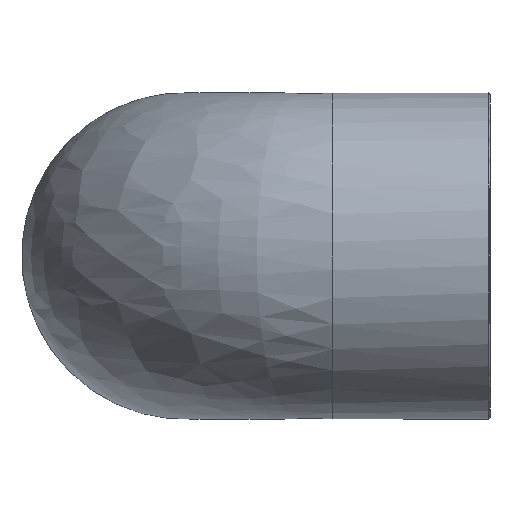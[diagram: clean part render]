
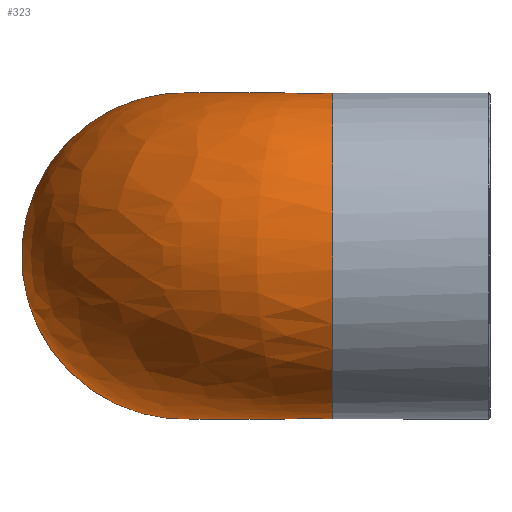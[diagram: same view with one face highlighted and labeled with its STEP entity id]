
A CAD part, left-side view. The second image highlights one B-rep face of the part: STEP entity #323.
In plain terms, the highlighted free-form (B-spline) face has degree [2, 2] with [9, 3] control points.
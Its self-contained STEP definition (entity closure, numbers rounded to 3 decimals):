
#40=(
BOUNDED_SURFACE()
B_SPLINE_SURFACE(2,2,((#514,#515,#516),(#517,#518,#519),(#520,#521,#522),
(#523,#524,#525),(#526,#527,#528),(#529,#530,#531),(#532,#533,#534),(#535,
#536,#537),(#538,#539,#540)),.UNSPECIFIED.,.F.,.F.,.F.)
B_SPLINE_SURFACE_WITH_KNOTS((3,2,2,2,3),(3,3),(-2.685,-1.343,
0.,1.343,2.685),(0.,1.571),
 .UNSPECIFIED.)
GEOMETRIC_REPRESENTATION_ITEM()
RATIONAL_B_SPLINE_SURFACE(((1.,0.707,1.),(0.783,
0.554,0.783),(1.,0.707,1.),(0.783,
0.554,0.783),(1.,0.707,1.),(0.783,
0.554,0.783),(1.,0.707,1.),(0.783,
0.554,0.783),(1.,0.707,1.)))
REPRESENTATION_ITEM('')
SURFACE()
);
#41=ELLIPSE('',#353,0.527,0.5);
#43=ELLIPSE('',#355,0.527,0.5);
#77=FACE_OUTER_BOUND('',#104,.T.);
#104=EDGE_LOOP('',(#239,#240,#241,#242));
#143=CIRCLE('',#357,53.);
#144=CIRCLE('',#358,53.);
#161=VERTEX_POINT('',#506);
#162=VERTEX_POINT('',#507);
#163=VERTEX_POINT('',#509);
#164=VERTEX_POINT('',#511);
#193=EDGE_CURVE('',#161,#162,#41,.T.);
#195=EDGE_CURVE('',#164,#163,#43,.T.);
#197=EDGE_CURVE('',#163,#161,#143,.T.);
#198=EDGE_CURVE('',#164,#162,#144,.T.);
#239=ORIENTED_EDGE('',*,*,#195,.T.);
#240=ORIENTED_EDGE('',*,*,#197,.T.);
#241=ORIENTED_EDGE('',*,*,#193,.T.);
#242=ORIENTED_EDGE('',*,*,#198,.F.);
#323=ADVANCED_FACE('',(#77),#40,.F.);
#353=AXIS2_PLACEMENT_3D('',#508,#399,#400);
#355=AXIS2_PLACEMENT_3D('',#512,#403,#404);
#357=AXIS2_PLACEMENT_3D('',#541,#407,#408);
#358=AXIS2_PLACEMENT_3D('',#542,#409,#410);
#399=DIRECTION('center_axis',(0.2,-0.2,-0.959));
#400=DIRECTION('ref_axis',(-0.678,0.678,-0.283));
#403=DIRECTION('center_axis',(0.2,-0.2,0.959));
#404=DIRECTION('ref_axis',(0.678,-0.678,-0.283));
#407=DIRECTION('center_axis',(0.,1.,0.));
#408=DIRECTION('ref_axis',(-1.,0.,0.));
#409=DIRECTION('center_axis',(1.,0.,0.));
#410=DIRECTION('ref_axis',(0.,1.,0.));
#506=CARTESIAN_POINT('',(47.551,51.,23.406));
#507=CARTESIAN_POINT('',(48.,51.449,23.406));
#508=CARTESIAN_POINT('Origin',(48.052,50.948,23.522));
#509=CARTESIAN_POINT('',(47.551,51.,-23.406));
#511=CARTESIAN_POINT('',(48.,51.449,-23.406));
#512=CARTESIAN_POINT('Origin',(48.052,50.948,-23.522));
#514=CARTESIAN_POINT('Ctrl Pts',(47.573,51.,23.363));
#515=CARTESIAN_POINT('Ctrl Pts',(47.573,51.427,23.363));
#516=CARTESIAN_POINT('Ctrl Pts',(48.,51.427,23.363));
#517=CARTESIAN_POINT('Ctrl Pts',(29.015,51.,61.151));
#518=CARTESIAN_POINT('Ctrl Pts',(29.015,69.985,61.151));
#519=CARTESIAN_POINT('Ctrl Pts',(48.,69.985,61.151));
#520=CARTESIAN_POINT('Ctrl Pts',(-11.993,51.,51.625));
#521=CARTESIAN_POINT('Ctrl Pts',(-11.993,110.993,51.625));
#522=CARTESIAN_POINT('Ctrl Pts',(48.,110.993,51.625));
#523=CARTESIAN_POINT('Ctrl Pts',(-53.,51.,42.099));
#524=CARTESIAN_POINT('Ctrl Pts',(-53.,152.,42.099));
#525=CARTESIAN_POINT('Ctrl Pts',(48.,152.,42.099));
#526=CARTESIAN_POINT('Ctrl Pts',(-53.,51.,0.));
#527=CARTESIAN_POINT('Ctrl Pts',(-53.,152.,0.));
#528=CARTESIAN_POINT('Ctrl Pts',(48.,152.,0.));
#529=CARTESIAN_POINT('Ctrl Pts',(-53.,51.,-42.099));
#530=CARTESIAN_POINT('Ctrl Pts',(-53.,152.,-42.099));
#531=CARTESIAN_POINT('Ctrl Pts',(48.,152.,-42.099));
#532=CARTESIAN_POINT('Ctrl Pts',(-11.993,51.,-51.625));
#533=CARTESIAN_POINT('Ctrl Pts',(-11.993,110.993,-51.625));
#534=CARTESIAN_POINT('Ctrl Pts',(48.,110.993,-51.625));
#535=CARTESIAN_POINT('Ctrl Pts',(29.015,51.,-61.151));
#536=CARTESIAN_POINT('Ctrl Pts',(29.015,69.985,-61.151));
#537=CARTESIAN_POINT('Ctrl Pts',(48.,69.985,-61.151));
#538=CARTESIAN_POINT('Ctrl Pts',(47.573,51.,-23.363));
#539=CARTESIAN_POINT('Ctrl Pts',(47.573,51.427,-23.363));
#540=CARTESIAN_POINT('Ctrl Pts',(48.,51.427,-23.363));
#541=CARTESIAN_POINT('Origin',(0.,51.,0.));
#542=CARTESIAN_POINT('Origin',(48.,99.,0.));
